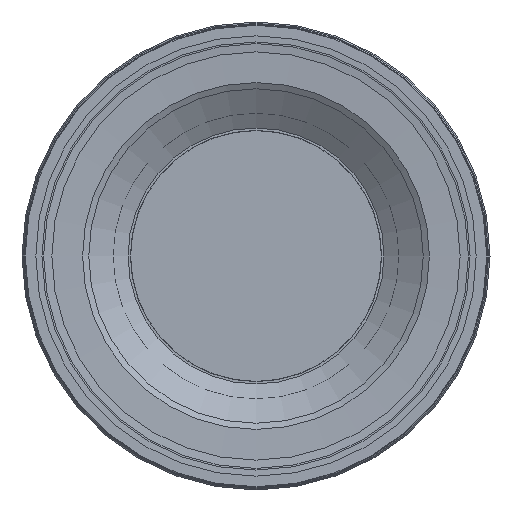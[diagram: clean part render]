
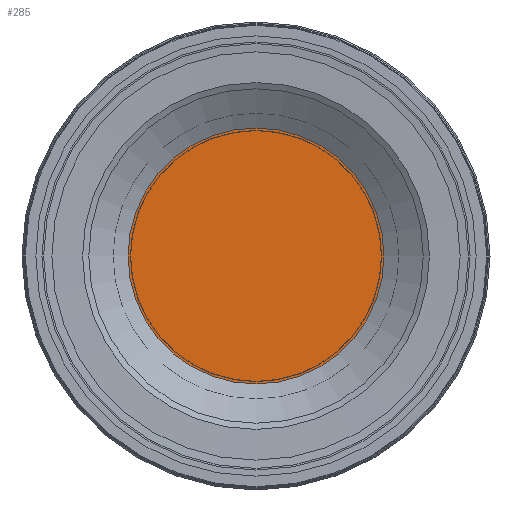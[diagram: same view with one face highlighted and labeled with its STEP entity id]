
A CAD part, left-side view. The second image highlights one B-rep face of the part: STEP entity #285.
In plain terms, the highlighted planar face has unit normal (-1, 0, 0).
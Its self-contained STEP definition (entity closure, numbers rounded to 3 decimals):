
#285=ADVANCED_FACE('',(#330),#328,.F.);
#328=PLANE('',#628);
#330=FACE_OUTER_BOUND('',#332,.T.);
#332=EDGE_LOOP('',(#416));
#416=ORIENTED_EDGE('',*,*,#542,.T.);
#500=VERTEX_POINT('',#887);
#542=EDGE_CURVE('',#500,#500,#584,.T.);
#584=CIRCLE('',#627,9.782);
#627=AXIS2_PLACEMENT_3D('',#886,#710,#711);
#628=AXIS2_PLACEMENT_3D('',#888,#712,#713);
#710=DIRECTION('',(-1.,0.,0.));
#711=DIRECTION('',(0.,-1.,0.));
#712=DIRECTION('',(1.,0.,0.));
#713=DIRECTION('',(0.,1.,0.));
#886=CARTESIAN_POINT('',(2.2,0.,0.));
#887=CARTESIAN_POINT('',(2.2,-9.782,0.));
#888=CARTESIAN_POINT('',(2.2,9.782,0.));
